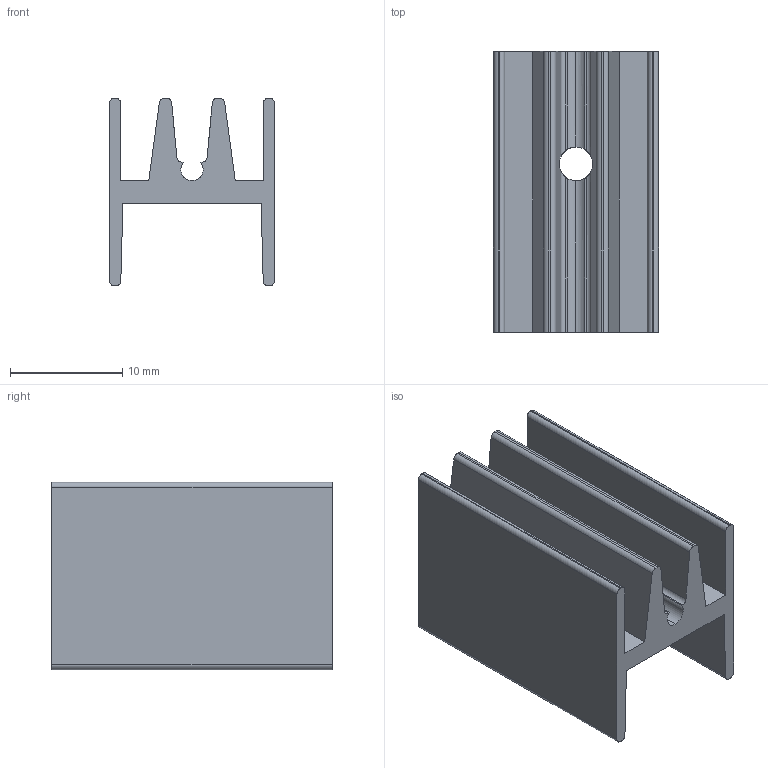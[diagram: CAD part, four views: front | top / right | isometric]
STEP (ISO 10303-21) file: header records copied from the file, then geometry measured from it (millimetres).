
FILE_DESCRIPTION (( 'STEP AP214' ), '1' );
FILE_NAME ('HS-115 (STONECOLD).STEP', '2021-11-17T19:11:56', ( '' ), ( '' ), 'SwSTEP 2.0', 'SolidWorks 2020', '' );
FILE_SCHEMA (( 'AUTOMOTIVE_DESIGN' ));
Length unit declared in the file: millimetre
Products named in the file (1): HS-115 (STONECOLD)
Bounding box: 14.7 x 25 x 16.7 mm (x, y, z)
Volume: 2190.1 mm3; surface area: 3075.4 mm2
Topology: 1 solids, 1 shells, 47 faces, 138 edges, 92 vertices
Faces by surface type: plane 25, cylinder 22
Entity records: 1684 total; most frequent: CARTESIAN_POINT 382, ORIENTED_EDGE 276, DIRECTION 260, EDGE_CURVE 138, VERTEX_POINT 92, VECTOR 88, LINE 88, AXIS2_PLACEMENT_3D 86
